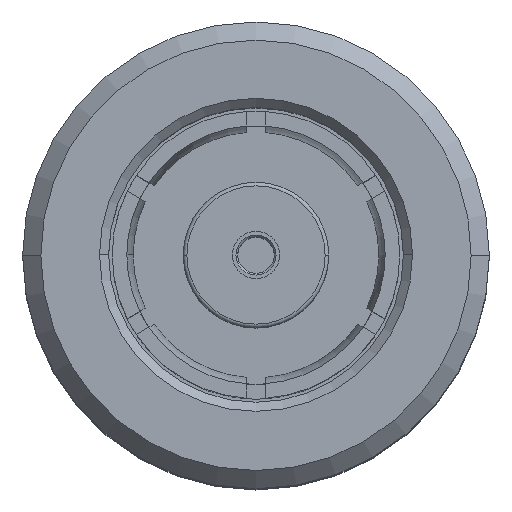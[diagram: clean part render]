
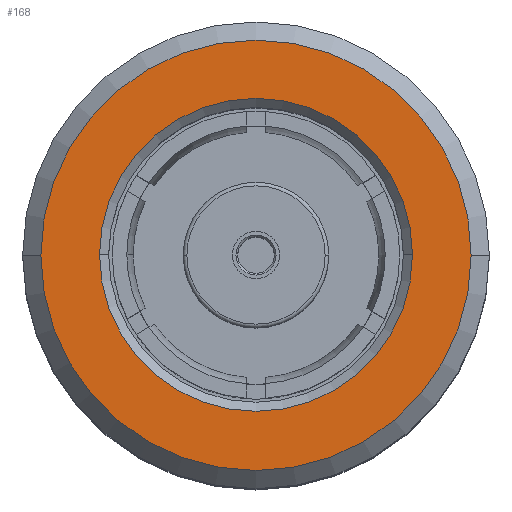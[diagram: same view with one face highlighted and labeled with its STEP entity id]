
A CAD part, top view. The second image highlights one B-rep face of the part: STEP entity #168.
In plain terms, the highlighted planar face has unit normal (0, 0, 1).
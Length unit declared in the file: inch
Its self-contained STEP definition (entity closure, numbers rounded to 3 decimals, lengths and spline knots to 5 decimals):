
#79 = CARTESIAN_POINT ( 'NONE',  ( -0.11827, -0.00027, 0.404 ) ) ;
#97 = CARTESIAN_POINT ( 'NONE',  ( 0., -0.00027, 0.404 ) ) ;
#168 = ADVANCED_FACE ( 'NONE', ( #1531, #3223 ), #2848, .F. ) ;
#173 = DIRECTION ( 'NONE',  ( -1., 0., 0. ) ) ;
#209 = EDGE_CURVE ( 'NONE', #877, #2373, #2400, .T. ) ;
#326 = VERTEX_POINT ( 'NONE', #635 ) ;
#614 = DIRECTION ( 'NONE',  ( -1., 0., 0. ) ) ;
#635 = CARTESIAN_POINT ( 'NONE',  ( -0.086, 0., 0.404 ) ) ;
#694 = ORIENTED_EDGE ( 'NONE', *, *, #2758, .T. ) ;
#712 = AXIS2_PLACEMENT_3D ( 'NONE', #97, #3107, #867 ) ;
#750 = ORIENTED_EDGE ( 'NONE', *, *, #1645, .T. ) ;
#794 = AXIS2_PLACEMENT_3D ( 'NONE', #2101, #1349, #1634 ) ;
#848 = EDGE_LOOP ( 'NONE', ( #750, #2647 ) ) ;
#867 = DIRECTION ( 'NONE',  ( -1., 0., 0. ) ) ;
#877 = VERTEX_POINT ( 'NONE', #1195 ) ;
#923 = DIRECTION ( 'NONE',  ( -1., 0., 0. ) ) ;
#972 = CIRCLE ( 'NONE', #1219, 0.086 ) ;
#1195 = CARTESIAN_POINT ( 'NONE',  ( 0.11827, -0.00027, 0.404 ) ) ;
#1219 = AXIS2_PLACEMENT_3D ( 'NONE', #2104, #3087, #614 ) ;
#1338 = EDGE_CURVE ( 'NONE', #2527, #326, #2592, .T. ) ;
#1349 = DIRECTION ( 'NONE',  ( 0., 0., -1. ) ) ;
#1429 = DIRECTION ( 'NONE',  ( 0., 0., 1. ) ) ;
#1509 = EDGE_LOOP ( 'NONE', ( #2451, #694 ) ) ;
#1521 = CIRCLE ( 'NONE', #3101, 0.11827 ) ;
#1531 = FACE_OUTER_BOUND ( 'NONE', #848, .T. ) ;
#1634 = DIRECTION ( 'NONE',  ( -1., 0., 0. ) ) ;
#1645 = EDGE_CURVE ( 'NONE', #2373, #877, #1521, .T. ) ;
#2101 = CARTESIAN_POINT ( 'NONE',  ( 0., 0., 0.404 ) ) ;
#2104 = CARTESIAN_POINT ( 'NONE',  ( 0., 0., 0.404 ) ) ;
#2263 = CARTESIAN_POINT ( 'NONE',  ( 0.086, 0., 0.404 ) ) ;
#2266 = AXIS2_PLACEMENT_3D ( 'NONE', #2939, #2688, #923 ) ;
#2373 = VERTEX_POINT ( 'NONE', #79 ) ;
#2400 = CIRCLE ( 'NONE', #712, 0.11827 ) ;
#2451 = ORIENTED_EDGE ( 'NONE', *, *, #1338, .T. ) ;
#2527 = VERTEX_POINT ( 'NONE', #2263 ) ;
#2592 = CIRCLE ( 'NONE', #2266, 0.086 ) ;
#2647 = ORIENTED_EDGE ( 'NONE', *, *, #209, .T. ) ;
#2688 = DIRECTION ( 'NONE',  ( 0., 0., -1. ) ) ;
#2758 = EDGE_CURVE ( 'NONE', #326, #2527, #972, .T. ) ;
#2848 = PLANE ( 'NONE',  #794 ) ;
#2939 = CARTESIAN_POINT ( 'NONE',  ( 0., 0., 0.404 ) ) ;
#3087 = DIRECTION ( 'NONE',  ( 0., 0., -1. ) ) ;
#3101 = AXIS2_PLACEMENT_3D ( 'NONE', #3190, #1429, #173 ) ;
#3107 = DIRECTION ( 'NONE',  ( 0., 0., 1. ) ) ;
#3190 = CARTESIAN_POINT ( 'NONE',  ( 0., -0.00027, 0.404 ) ) ;
#3223 = FACE_BOUND ( 'NONE', #1509, .T. ) ;
